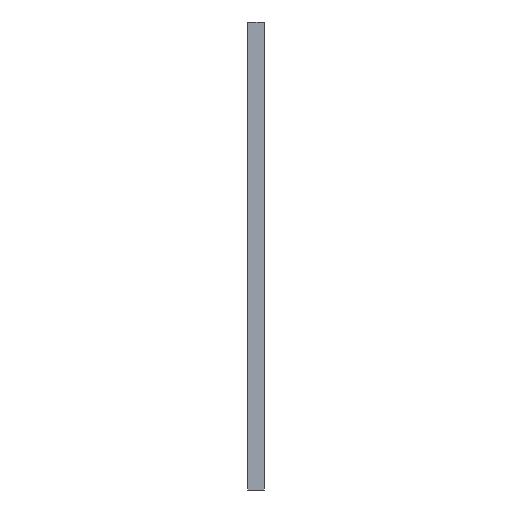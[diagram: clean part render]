
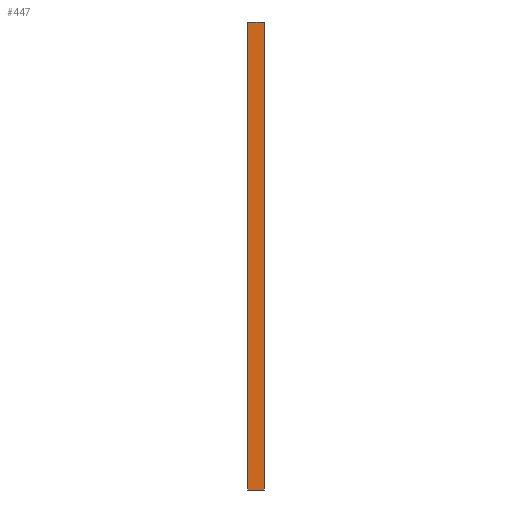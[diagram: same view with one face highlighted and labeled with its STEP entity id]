
A CAD part, left-side view. The second image highlights one B-rep face of the part: STEP entity #447.
In plain terms, the highlighted planar face has unit normal (-1, 0, 0).
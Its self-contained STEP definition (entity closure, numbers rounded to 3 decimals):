
#74 = PLANE('',#75);
#75 = AXIS2_PLACEMENT_3D('',#76,#77,#78);
#76 = CARTESIAN_POINT('',(248.833,237.725,
    359.44));
#77 = DIRECTION('',(0.,1.,0.));
#78 = DIRECTION('',(1.,0.,0.));
#205 = PLANE('',#206);
#206 = AXIS2_PLACEMENT_3D('',#207,#208,#209);
#207 = CARTESIAN_POINT('',(248.833,237.125,
    359.44));
#208 = DIRECTION('',(0.,-1.,0.));
#209 = DIRECTION('',(-1.,0.,0.));
#327 = PLANE('',#328);
#328 = AXIS2_PLACEMENT_3D('',#329,#330,#331);
#329 = CARTESIAN_POINT('',(248.833,238.505,
    357.62));
#330 = DIRECTION('',(0.,0.,1.));
#331 = DIRECTION('',(0.,1.,0.));
#370 = PLANE('',#371);
#371 = AXIS2_PLACEMENT_3D('',#372,#373,#374);
#372 = CARTESIAN_POINT('',(220.993,238.505,
    340.62));
#373 = DIRECTION('',(0.,0.,-1.));
#374 = DIRECTION('',(0.,-1.,0.));
#385 = VERTEX_POINT('',#386);
#386 = CARTESIAN_POINT('',(223.413,237.725,
    340.62));
#406 = VERTEX_POINT('',#407);
#407 = CARTESIAN_POINT('',(223.413,237.125,
    340.62));
#425 = EDGE_CURVE('',#406,#385,#426,.T.);
#426 = SURFACE_CURVE('',#427,(#430,#436),.PCURVE_S1.);
#427 = B_SPLINE_CURVE_WITH_KNOTS('',1,(#428,#429),.UNSPECIFIED.,.F.,.F.,
  (2,2),(-0.6,0.),.PIECEWISE_BEZIER_KNOTS.);
#428 = CARTESIAN_POINT('',(223.413,237.125,
    340.62));
#429 = CARTESIAN_POINT('',(223.413,237.725,
    340.62));
#430 = PCURVE('',#370,#431);
#431 = DEFINITIONAL_REPRESENTATION('',(#432),#435);
#432 = B_SPLINE_CURVE_WITH_KNOTS('',1,(#433,#434),.UNSPECIFIED.,.F.,.F.,
  (2,2),(-0.6,0.),.PIECEWISE_BEZIER_KNOTS.);
#433 = CARTESIAN_POINT('',(1.38,-2.42));
#434 = CARTESIAN_POINT('',(0.78,-2.42));
#435 = ( GEOMETRIC_REPRESENTATION_CONTEXT(2) 
PARAMETRIC_REPRESENTATION_CONTEXT() REPRESENTATION_CONTEXT('2D SPACE',''
  ) );
#436 = PCURVE('',#437,#442);
#437 = PLANE('',#438);
#438 = AXIS2_PLACEMENT_3D('',#439,#440,#441);
#439 = CARTESIAN_POINT('',(223.413,238.505,
    359.44));
#440 = DIRECTION('',(-1.,0.,0.));
#441 = DIRECTION('',(0.,-1.,0.));
#442 = DEFINITIONAL_REPRESENTATION('',(#443),#446);
#443 = B_SPLINE_CURVE_WITH_KNOTS('',1,(#444,#445),.UNSPECIFIED.,.F.,.F.,
  (2,2),(-0.6,0.),.PIECEWISE_BEZIER_KNOTS.);
#444 = CARTESIAN_POINT('',(1.38,-18.82));
#445 = CARTESIAN_POINT('',(0.78,-18.82));
#446 = ( GEOMETRIC_REPRESENTATION_CONTEXT(2) 
PARAMETRIC_REPRESENTATION_CONTEXT() REPRESENTATION_CONTEXT('2D SPACE',''
  ) );
#447 = ADVANCED_FACE('',(#448),#437,.T.);
#448 = FACE_BOUND('',#449,.T.);
#449 = EDGE_LOOP('',(#450,#470,#471,#491));
#450 = ORIENTED_EDGE('',*,*,#451,.T.);
#451 = EDGE_CURVE('',#452,#385,#454,.T.);
#452 = VERTEX_POINT('',#453);
#453 = CARTESIAN_POINT('',(223.413,237.725,
    357.62));
#454 = SURFACE_CURVE('',#455,(#458,#464),.PCURVE_S1.);
#455 = B_SPLINE_CURVE_WITH_KNOTS('',1,(#456,#457),.UNSPECIFIED.,.F.,.F.,
  (2,2),(0.,17.),.PIECEWISE_BEZIER_KNOTS.);
#456 = CARTESIAN_POINT('',(223.413,237.725,
    357.62));
#457 = CARTESIAN_POINT('',(223.413,237.725,
    340.62));
#458 = PCURVE('',#437,#459);
#459 = DEFINITIONAL_REPRESENTATION('',(#460),#463);
#460 = B_SPLINE_CURVE_WITH_KNOTS('',1,(#461,#462),.UNSPECIFIED.,.F.,.F.,
  (2,2),(0.,17.),.PIECEWISE_BEZIER_KNOTS.);
#461 = CARTESIAN_POINT('',(0.78,-1.82));
#462 = CARTESIAN_POINT('',(0.78,-18.82));
#463 = ( GEOMETRIC_REPRESENTATION_CONTEXT(2) 
PARAMETRIC_REPRESENTATION_CONTEXT() REPRESENTATION_CONTEXT('2D SPACE',''
  ) );
#464 = PCURVE('',#74,#465);
#465 = DEFINITIONAL_REPRESENTATION('',(#466),#469);
#466 = B_SPLINE_CURVE_WITH_KNOTS('',1,(#467,#468),.UNSPECIFIED.,.F.,.F.,
  (2,2),(0.,17.),.PIECEWISE_BEZIER_KNOTS.);
#467 = CARTESIAN_POINT('',(-25.42,1.82));
#468 = CARTESIAN_POINT('',(-25.42,18.82));
#469 = ( GEOMETRIC_REPRESENTATION_CONTEXT(2) 
PARAMETRIC_REPRESENTATION_CONTEXT() REPRESENTATION_CONTEXT('2D SPACE',''
  ) );
#470 = ORIENTED_EDGE('',*,*,#425,.F.);
#471 = ORIENTED_EDGE('',*,*,#472,.T.);
#472 = EDGE_CURVE('',#406,#473,#475,.T.);
#473 = VERTEX_POINT('',#474);
#474 = CARTESIAN_POINT('',(223.413,237.125,
    357.62));
#475 = SURFACE_CURVE('',#476,(#479,#485),.PCURVE_S1.);
#476 = B_SPLINE_CURVE_WITH_KNOTS('',1,(#477,#478),.UNSPECIFIED.,.F.,.F.,
  (2,2),(-17.,0.),.PIECEWISE_BEZIER_KNOTS.);
#477 = CARTESIAN_POINT('',(223.413,237.125,
    340.62));
#478 = CARTESIAN_POINT('',(223.413,237.125,
    357.62));
#479 = PCURVE('',#437,#480);
#480 = DEFINITIONAL_REPRESENTATION('',(#481),#484);
#481 = B_SPLINE_CURVE_WITH_KNOTS('',1,(#482,#483),.UNSPECIFIED.,.F.,.F.,
  (2,2),(-17.,0.),.PIECEWISE_BEZIER_KNOTS.);
#482 = CARTESIAN_POINT('',(1.38,-18.82));
#483 = CARTESIAN_POINT('',(1.38,-1.82));
#484 = ( GEOMETRIC_REPRESENTATION_CONTEXT(2) 
PARAMETRIC_REPRESENTATION_CONTEXT() REPRESENTATION_CONTEXT('2D SPACE',''
  ) );
#485 = PCURVE('',#205,#486);
#486 = DEFINITIONAL_REPRESENTATION('',(#487),#490);
#487 = B_SPLINE_CURVE_WITH_KNOTS('',1,(#488,#489),.UNSPECIFIED.,.F.,.F.,
  (2,2),(-17.,0.),.PIECEWISE_BEZIER_KNOTS.);
#488 = CARTESIAN_POINT('',(25.42,18.82));
#489 = CARTESIAN_POINT('',(25.42,1.82));
#490 = ( GEOMETRIC_REPRESENTATION_CONTEXT(2) 
PARAMETRIC_REPRESENTATION_CONTEXT() REPRESENTATION_CONTEXT('2D SPACE',''
  ) );
#491 = ORIENTED_EDGE('',*,*,#492,.T.);
#492 = EDGE_CURVE('',#473,#452,#493,.T.);
#493 = SURFACE_CURVE('',#494,(#497,#503),.PCURVE_S1.);
#494 = B_SPLINE_CURVE_WITH_KNOTS('',1,(#495,#496),.UNSPECIFIED.,.F.,.F.,
  (2,2),(-0.6,0.),.PIECEWISE_BEZIER_KNOTS.);
#495 = CARTESIAN_POINT('',(223.413,237.125,
    357.62));
#496 = CARTESIAN_POINT('',(223.413,237.725,
    357.62));
#497 = PCURVE('',#437,#498);
#498 = DEFINITIONAL_REPRESENTATION('',(#499),#502);
#499 = B_SPLINE_CURVE_WITH_KNOTS('',1,(#500,#501),.UNSPECIFIED.,.F.,.F.,
  (2,2),(-0.6,0.),.PIECEWISE_BEZIER_KNOTS.);
#500 = CARTESIAN_POINT('',(1.38,-1.82));
#501 = CARTESIAN_POINT('',(0.78,-1.82));
#502 = ( GEOMETRIC_REPRESENTATION_CONTEXT(2) 
PARAMETRIC_REPRESENTATION_CONTEXT() REPRESENTATION_CONTEXT('2D SPACE',''
  ) );
#503 = PCURVE('',#327,#504);
#504 = DEFINITIONAL_REPRESENTATION('',(#505),#508);
#505 = B_SPLINE_CURVE_WITH_KNOTS('',1,(#506,#507),.UNSPECIFIED.,.F.,.F.,
  (2,2),(-0.6,0.),.PIECEWISE_BEZIER_KNOTS.);
#506 = CARTESIAN_POINT('',(-1.38,25.42));
#507 = CARTESIAN_POINT('',(-0.78,25.42));
#508 = ( GEOMETRIC_REPRESENTATION_CONTEXT(2) 
PARAMETRIC_REPRESENTATION_CONTEXT() REPRESENTATION_CONTEXT('2D SPACE',''
  ) );
